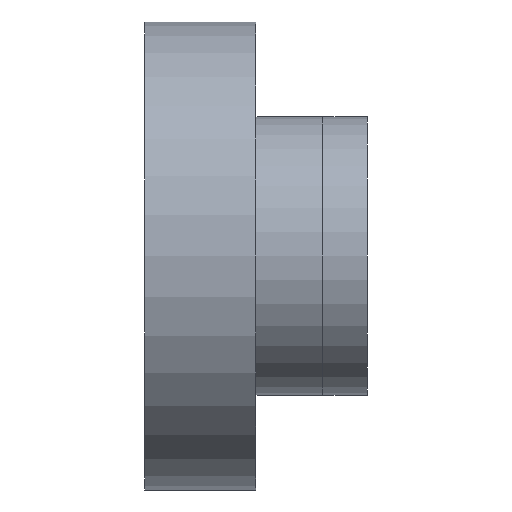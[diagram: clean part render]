
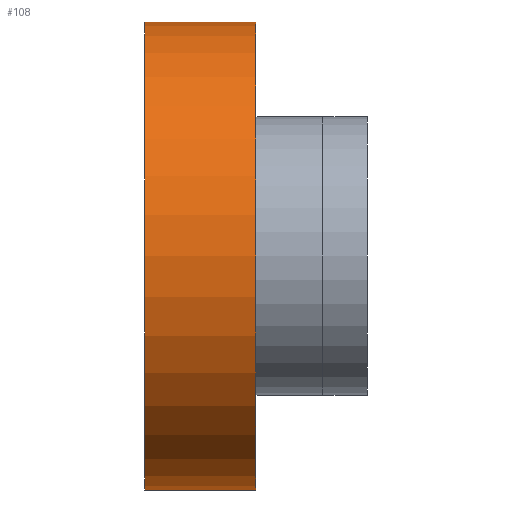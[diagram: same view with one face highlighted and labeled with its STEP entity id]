
A CAD part, front view. The second image highlights one B-rep face of the part: STEP entity #108.
In plain terms, the highlighted cylindrical face has radius 21 mm (diameter 42 mm), a partial arc.
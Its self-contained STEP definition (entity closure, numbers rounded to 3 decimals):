
#83 = VECTOR ( 'NONE', #256, 1000. ) ;
#92 = EDGE_CURVE ( 'NONE', #538, #310, #335, .T. ) ;
#93 = DIRECTION ( 'NONE',  ( 0., 0., 1. ) ) ;
#108 = ADVANCED_FACE ( 'NONE', ( #763 ), #131, .T. ) ;
#124 = AXIS2_PLACEMENT_3D ( 'NONE', #326, #759, #818 ) ;
#131 = CYLINDRICAL_SURFACE ( 'NONE', #124, 21. ) ;
#141 = CARTESIAN_POINT ( 'NONE',  ( -16.212, 0., 0. ) ) ;
#186 = DIRECTION ( 'NONE',  ( -1., 0., 0. ) ) ;
#193 = EDGE_LOOP ( 'NONE', ( #641, #737, #665, #567 ) ) ;
#222 = CARTESIAN_POINT ( 'NONE',  ( -16.212, 0., -21. ) ) ;
#228 = CARTESIAN_POINT ( 'NONE',  ( -6.212, 0., 21. ) ) ;
#256 = DIRECTION ( 'NONE',  ( -1., 0., 0. ) ) ;
#308 = CARTESIAN_POINT ( 'NONE',  ( -6.212, 0., -21. ) ) ;
#310 = VERTEX_POINT ( 'NONE', #222 ) ;
#313 = AXIS2_PLACEMENT_3D ( 'NONE', #448, #186, #446 ) ;
#326 = CARTESIAN_POINT ( 'NONE',  ( -151.697, 0., 0. ) ) ;
#335 = LINE ( 'NONE', #686, #83 ) ;
#354 = VERTEX_POINT ( 'NONE', #228 ) ;
#396 = DIRECTION ( 'NONE',  ( -1., 0., 0. ) ) ;
#422 = CIRCLE ( 'NONE', #720, 21. ) ;
#435 = DIRECTION ( 'NONE',  ( -1., 0., 0. ) ) ;
#446 = DIRECTION ( 'NONE',  ( 0., 0., 1. ) ) ;
#448 = CARTESIAN_POINT ( 'NONE',  ( -6.212, 0., 0. ) ) ;
#458 = EDGE_CURVE ( 'NONE', #354, #519, #602, .T. ) ;
#494 = CARTESIAN_POINT ( 'NONE',  ( -151.697, 0., 21. ) ) ;
#512 = CIRCLE ( 'NONE', #313, 21. ) ;
#519 = VERTEX_POINT ( 'NONE', #726 ) ;
#538 = VERTEX_POINT ( 'NONE', #308 ) ;
#567 = ORIENTED_EDGE ( 'NONE', *, *, #784, .F. ) ;
#596 = EDGE_CURVE ( 'NONE', #538, #354, #512, .T. ) ;
#602 = LINE ( 'NONE', #494, #745 ) ;
#641 = ORIENTED_EDGE ( 'NONE', *, *, #92, .F. ) ;
#665 = ORIENTED_EDGE ( 'NONE', *, *, #458, .T. ) ;
#686 = CARTESIAN_POINT ( 'NONE',  ( -151.697, 0., -21. ) ) ;
#720 = AXIS2_PLACEMENT_3D ( 'NONE', #141, #396, #93 ) ;
#726 = CARTESIAN_POINT ( 'NONE',  ( -16.212, 0., 21. ) ) ;
#737 = ORIENTED_EDGE ( 'NONE', *, *, #596, .T. ) ;
#745 = VECTOR ( 'NONE', #435, 1000. ) ;
#759 = DIRECTION ( 'NONE',  ( -1., 0., 0. ) ) ;
#763 = FACE_OUTER_BOUND ( 'NONE', #193, .T. ) ;
#784 = EDGE_CURVE ( 'NONE', #310, #519, #422, .T. ) ;
#818 = DIRECTION ( 'NONE',  ( 0., 0., 1. ) ) ;
